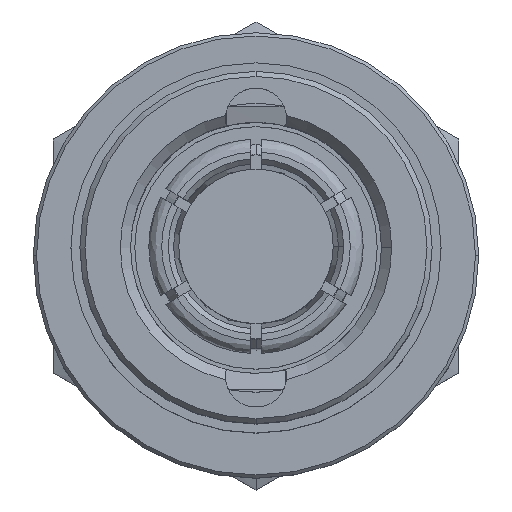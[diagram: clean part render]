
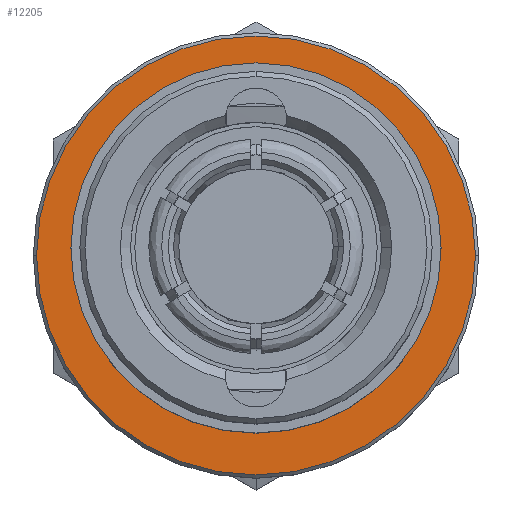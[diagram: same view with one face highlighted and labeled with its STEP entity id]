
A CAD part, top view. The second image highlights one B-rep face of the part: STEP entity #12205.
In plain terms, the highlighted face is planar.
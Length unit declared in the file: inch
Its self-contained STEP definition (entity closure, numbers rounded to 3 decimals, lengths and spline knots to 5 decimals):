
#2 = EDGE_LOOP ( 'NONE', ( #27821, #12483 ) ) ;
#189 = VERTEX_POINT ( 'NONE', #25149 ) ;
#1569 = CIRCLE ( 'NONE', #2063, 0.3385 ) ;
#1593 = PLANE ( 'NONE',  #30492 ) ;
#1674 = EDGE_CURVE ( 'NONE', #1888, #189, #1685, .T. ) ;
#1685 = CIRCLE ( 'NONE', #13389, 0.25 ) ;
#1888 = VERTEX_POINT ( 'NONE', #18479 ) ;
#2063 = AXIS2_PLACEMENT_3D ( 'NONE', #18507, #10709, #20434 ) ;
#3888 = DIRECTION ( 'NONE',  ( 1., 0., 0. ) ) ;
#4137 = FACE_OUTER_BOUND ( 'NONE', #2, .T. ) ;
#6493 = CARTESIAN_POINT ( 'NONE',  ( 0.956, 0., 0. ) ) ;
#6794 = CIRCLE ( 'NONE', #20557, 0.25 ) ;
#8547 = VERTEX_POINT ( 'NONE', #21703 ) ;
#8902 = DIRECTION ( 'NONE',  ( 0., 1., 0. ) ) ;
#10709 = DIRECTION ( 'NONE',  ( 1., 0., 0. ) ) ;
#10833 = CARTESIAN_POINT ( 'NONE',  ( 0.956, 0., 0. ) ) ;
#11303 = CARTESIAN_POINT ( 'NONE',  ( 0.956, 0.3435, 0. ) ) ;
#11776 = CARTESIAN_POINT ( 'NONE',  ( 0.956, 0., 0.3385 ) ) ;
#12205 = ADVANCED_FACE ( 'NONE', ( #13839, #4137 ), #1593, .T. ) ;
#12483 = ORIENTED_EDGE ( 'NONE', *, *, #27499, .T. ) ;
#13389 = AXIS2_PLACEMENT_3D ( 'NONE', #10833, #15132, #27103 ) ;
#13839 = FACE_BOUND ( 'NONE', #30776, .T. ) ;
#15132 = DIRECTION ( 'NONE',  ( 1., 0., 0. ) ) ;
#16696 = AXIS2_PLACEMENT_3D ( 'NONE', #6493, #23876, #16842 ) ;
#16842 = DIRECTION ( 'NONE',  ( 0., 0., -1. ) ) ;
#18479 = CARTESIAN_POINT ( 'NONE',  ( 0.956, 0., -0.25 ) ) ;
#18507 = CARTESIAN_POINT ( 'NONE',  ( 0.956, 0., 0. ) ) ;
#20432 = ORIENTED_EDGE ( 'NONE', *, *, #1674, .F. ) ;
#20434 = DIRECTION ( 'NONE',  ( 0., 0., -1. ) ) ;
#20557 = AXIS2_PLACEMENT_3D ( 'NONE', #27638, #3888, #20622 ) ;
#20622 = DIRECTION ( 'NONE',  ( 0., 0., -1. ) ) ;
#21703 = CARTESIAN_POINT ( 'NONE',  ( 0.956, 0., -0.3385 ) ) ;
#23163 = ORIENTED_EDGE ( 'NONE', *, *, #26167, .F. ) ;
#23876 = DIRECTION ( 'NONE',  ( 1., 0., 0. ) ) ;
#24800 = VERTEX_POINT ( 'NONE', #11776 ) ;
#25149 = CARTESIAN_POINT ( 'NONE',  ( 0.956, 0., 0.25 ) ) ;
#26167 = EDGE_CURVE ( 'NONE', #189, #1888, #6794, .T. ) ;
#27103 = DIRECTION ( 'NONE',  ( 0., 0., -1. ) ) ;
#27499 = EDGE_CURVE ( 'NONE', #8547, #24800, #1569, .T. ) ;
#27638 = CARTESIAN_POINT ( 'NONE',  ( 0.956, 0., 0. ) ) ;
#27821 = ORIENTED_EDGE ( 'NONE', *, *, #30417, .T. ) ;
#30417 = EDGE_CURVE ( 'NONE', #24800, #8547, #30476, .T. ) ;
#30476 = CIRCLE ( 'NONE', #16696, 0.3385 ) ;
#30492 = AXIS2_PLACEMENT_3D ( 'NONE', #11303, #30761, #8902 ) ;
#30761 = DIRECTION ( 'NONE',  ( 1., 0., 0. ) ) ;
#30776 = EDGE_LOOP ( 'NONE', ( #20432, #23163 ) ) ;
